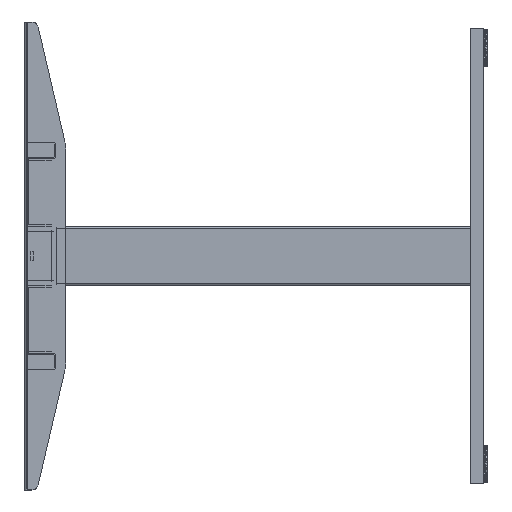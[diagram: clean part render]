
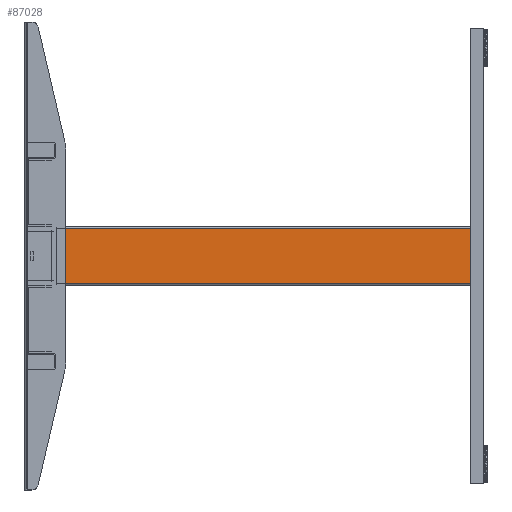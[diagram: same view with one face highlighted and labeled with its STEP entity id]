
A CAD part, left-side view. The second image highlights one B-rep face of the part: STEP entity #87028.
In plain terms, the highlighted planar face has unit normal (-1, 0, 0).
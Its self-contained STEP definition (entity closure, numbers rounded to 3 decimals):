
#64 = AXIS2_PLACEMENT_3D ( 'NONE', #89882, #11094, #90206 ) ;
#393 = DIRECTION ( 'NONE',  ( 0., 1., 0. ) ) ;
#6295 = EDGE_CURVE ( 'NONE', #25845, #77924, #11215, .T. ) ;
#7218 = LINE ( 'NONE', #80432, #48089 ) ;
#8315 = CARTESIAN_POINT ( 'NONE',  ( -1241., 27., 42.5 ) ) ;
#11094 = DIRECTION ( 'NONE',  ( 1., 0., 0. ) ) ;
#11215 = LINE ( 'NONE', #84300, #78286 ) ;
#13505 = LINE ( 'NONE', #8315, #83992 ) ;
#21516 = ORIENTED_EDGE ( 'NONE', *, *, #6295, .F. ) ;
#21966 = FACE_OUTER_BOUND ( 'NONE', #27584, .T. ) ;
#25845 = VERTEX_POINT ( 'NONE', #80487 ) ;
#26211 = CARTESIAN_POINT ( 'NONE',  ( -1241., 664., -42.5 ) ) ;
#27584 = EDGE_LOOP ( 'NONE', ( #54802, #86603, #21516, #89404 ) ) ;
#29481 = CARTESIAN_POINT ( 'NONE',  ( -1241., 664., -42.5 ) ) ;
#32089 = VERTEX_POINT ( 'NONE', #45290 ) ;
#45290 = CARTESIAN_POINT ( 'NONE',  ( -1241., 664., 42.5 ) ) ;
#46878 = EDGE_CURVE ( 'NONE', #32089, #81596, #81523, .T. ) ;
#48089 = VECTOR ( 'NONE', #89594, 1000. ) ;
#54802 = ORIENTED_EDGE ( 'NONE', *, *, #46878, .T. ) ;
#64432 = VECTOR ( 'NONE', #69064, 1000. ) ;
#69064 = DIRECTION ( 'NONE',  ( 0., 0., -1. ) ) ;
#71849 = DIRECTION ( 'NONE',  ( 0., 0., -1. ) ) ;
#74651 = CARTESIAN_POINT ( 'NONE',  ( -1241., 27., -42.5 ) ) ;
#77924 = VERTEX_POINT ( 'NONE', #74651 ) ;
#78286 = VECTOR ( 'NONE', #71849, 1000. ) ;
#80432 = CARTESIAN_POINT ( 'NONE',  ( -1241., 27., -42.5 ) ) ;
#80487 = CARTESIAN_POINT ( 'NONE',  ( -1241., 27., 42.5 ) ) ;
#81523 = LINE ( 'NONE', #26211, #64432 ) ;
#81596 = VERTEX_POINT ( 'NONE', #29481 ) ;
#81888 = EDGE_CURVE ( 'NONE', #77924, #81596, #7218, .T. ) ;
#83848 = PLANE ( 'NONE',  #64 ) ;
#83992 = VECTOR ( 'NONE', #393, 1000. ) ;
#84300 = CARTESIAN_POINT ( 'NONE',  ( -1241., 27., -42.5 ) ) ;
#86603 = ORIENTED_EDGE ( 'NONE', *, *, #81888, .F. ) ;
#87028 = ADVANCED_FACE ( 'NONE', ( #21966 ), #83848, .F. ) ;
#89404 = ORIENTED_EDGE ( 'NONE', *, *, #93147, .T. ) ;
#89594 = DIRECTION ( 'NONE',  ( 0., 1., 0. ) ) ;
#89882 = CARTESIAN_POINT ( 'NONE',  ( -1241., 27., -42.5 ) ) ;
#90206 = DIRECTION ( 'NONE',  ( 0., 0., -1. ) ) ;
#93147 = EDGE_CURVE ( 'NONE', #25845, #32089, #13505, .T. ) ;
